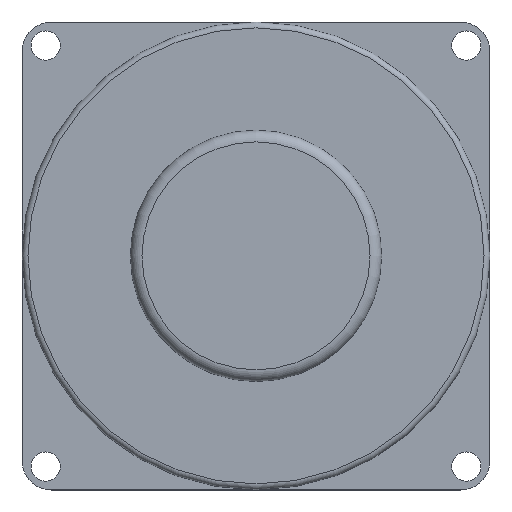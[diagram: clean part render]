
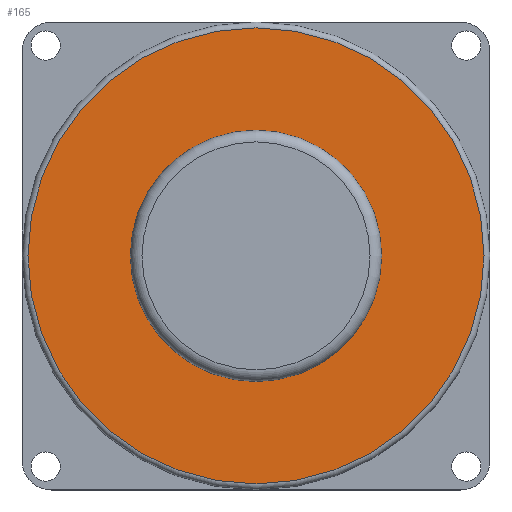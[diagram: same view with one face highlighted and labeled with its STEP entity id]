
A CAD part, top view. The second image highlights one B-rep face of the part: STEP entity #165.
In plain terms, the highlighted planar face has unit normal (0, 0, 1).
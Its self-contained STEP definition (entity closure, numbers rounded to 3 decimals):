
#81 = ORIENTED_EDGE ( 'NONE', *, *, #255, .F. ) ;
#116 = EDGE_LOOP ( 'NONE', ( #81 ) ) ;
#147 = CIRCLE ( 'NONE', #347, 21.5 ) ;
#165 = ADVANCED_FACE ( 'NONE', ( #315, #469 ), #260, .T. ) ;
#204 = VERTEX_POINT ( 'NONE', #419 ) ;
#207 = CIRCLE ( 'NONE', #618, 39. ) ;
#255 = EDGE_CURVE ( 'NONE', #204, #204, #147, .T. ) ;
#260 = PLANE ( 'NONE',  #412 ) ;
#264 = VERTEX_POINT ( 'NONE', #531 ) ;
#284 = DIRECTION ( 'NONE',  ( 1., 0., 0. ) ) ;
#315 = FACE_OUTER_BOUND ( 'NONE', #557, .T. ) ;
#347 = AXIS2_PLACEMENT_3D ( 'NONE', #427, #538, #532 ) ;
#376 = EDGE_CURVE ( 'NONE', #264, #264, #207, .T. ) ;
#412 = AXIS2_PLACEMENT_3D ( 'NONE', #428, #588, #472 ) ;
#419 = CARTESIAN_POINT ( 'NONE',  ( 27.134, -6.216, 21. ) ) ;
#427 = CARTESIAN_POINT ( 'NONE',  ( 5.634, -6.216, 21. ) ) ;
#428 = CARTESIAN_POINT ( 'NONE',  ( 5.634, -6.216, 21. ) ) ;
#432 = ORIENTED_EDGE ( 'NONE', *, *, #376, .T. ) ;
#469 = FACE_BOUND ( 'NONE', #116, .T. ) ;
#472 = DIRECTION ( 'NONE',  ( 1., 0., 0. ) ) ;
#501 = CARTESIAN_POINT ( 'NONE',  ( 5.634, -6.216, 21. ) ) ;
#531 = CARTESIAN_POINT ( 'NONE',  ( 44.634, -6.216, 21. ) ) ;
#532 = DIRECTION ( 'NONE',  ( 1., 0., 0. ) ) ;
#538 = DIRECTION ( 'NONE',  ( 0., 0., 1. ) ) ;
#557 = EDGE_LOOP ( 'NONE', ( #432 ) ) ;
#588 = DIRECTION ( 'NONE',  ( 0., 0., 1. ) ) ;
#618 = AXIS2_PLACEMENT_3D ( 'NONE', #501, #660, #284 ) ;
#660 = DIRECTION ( 'NONE',  ( 0., 0., 1. ) ) ;
